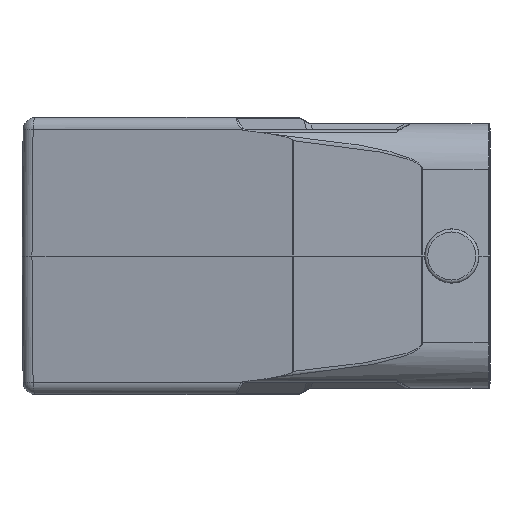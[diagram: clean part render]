
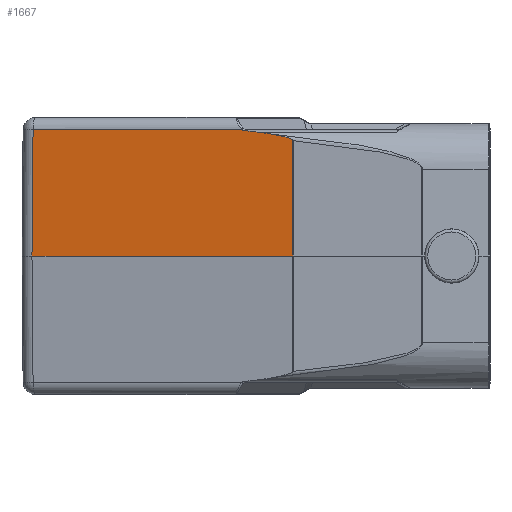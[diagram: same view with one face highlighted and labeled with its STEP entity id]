
A CAD part, left-side view. The second image highlights one B-rep face of the part: STEP entity #1667.
In plain terms, the highlighted planar face has unit normal (-0.982, 0.191, 0.009).
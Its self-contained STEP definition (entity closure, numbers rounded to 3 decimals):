
#330=B_SPLINE_CURVE_WITH_KNOTS('',3,(#17893,#17894,#17895,#17896,#17897,
#17898,#17899,#17900,#17901,#17902),.UNSPECIFIED.,.F.,.F.,(4,3,3,4),(0.,
0.078,0.383,1.),.UNSPECIFIED.);
#1104=FACE_OUTER_BOUND('',#2727,.T.);
#1667=ADVANCED_FACE('',(#1104),#1892,.T.);
#1892=PLANE('',#10448);
#2062=ELLIPSE('',#10429,39.308,7.5);
#2069=ELLIPSE('',#10446,10.482,2.);
#2727=EDGE_LOOP('',(#5724,#5725,#5726,#5727,#5728,#5729,#5730,#5731));
#5724=ORIENTED_EDGE('',*,*,#7898,.F.);
#5725=ORIENTED_EDGE('',*,*,#7895,.T.);
#5726=ORIENTED_EDGE('',*,*,#7891,.F.);
#5727=ORIENTED_EDGE('',*,*,#7860,.T.);
#5728=ORIENTED_EDGE('',*,*,#7851,.T.);
#5729=ORIENTED_EDGE('',*,*,#7848,.T.);
#5730=ORIENTED_EDGE('',*,*,#7964,.T.);
#5731=ORIENTED_EDGE('',*,*,#7983,.T.);
#6557=VERTEX_POINT('',#17903);
#6558=VERTEX_POINT('',#17904);
#6559=VERTEX_POINT('',#17969);
#6565=VERTEX_POINT('',#17987);
#6575=VERTEX_POINT('',#18133);
#6576=VERTEX_POINT('',#18139);
#6579=VERTEX_POINT('',#18147);
#6616=VERTEX_POINT('',#18334);
#7848=EDGE_CURVE('',#6557,#6558,#330,.T.);
#7851=EDGE_CURVE('',#6559,#6557,#8673,.T.);
#7860=EDGE_CURVE('',#6565,#6559,#8678,.T.);
#7891=EDGE_CURVE('',#6565,#6575,#8688,.T.);
#7895=EDGE_CURVE('',#6576,#6575,#8689,.T.);
#7898=EDGE_CURVE('',#6576,#6579,#8691,.T.);
#7964=EDGE_CURVE('',#6558,#6616,#2062,.T.);
#7983=EDGE_CURVE('',#6616,#6579,#2069,.T.);
#8673=LINE('',#17968,#9413);
#8678=LINE('',#17986,#9418);
#8688=LINE('',#18132,#9428);
#8689=LINE('',#18140,#9429);
#8691=LINE('',#18146,#9431);
#9413=VECTOR('',#12803,1.);
#9418=VECTOR('',#12822,1.);
#9428=VECTOR('',#12894,1.);
#9429=VECTOR('',#12905,1.);
#9431=VECTOR('',#12911,1.);
#10429=AXIS2_PLACEMENT_3D('',#18335,#13066,#13067);
#10446=AXIS2_PLACEMENT_3D('',#18398,#13109,#13110);
#10448=AXIS2_PLACEMENT_3D('',#18400,#13113,#13114);
#12803=DIRECTION('',(0.009,-0.001,1.));
#12822=DIRECTION('',(-0.191,-0.982,0.));
#12894=DIRECTION('',(0.007,-0.009,1.));
#12905=DIRECTION('',(0.191,0.982,0.));
#12911=DIRECTION('',(-0.13,-0.634,-0.763));
#13066=DIRECTION('',(-0.982,0.191,0.009));
#13067=DIRECTION('',(0.191,0.982,-0.002));
#13109=DIRECTION('',(-0.982,0.191,0.009));
#13110=DIRECTION('',(0.191,0.982,-0.002));
#13113=DIRECTION('',(-0.982,0.191,0.009));
#13114=DIRECTION('',(-0.191,-0.982,0.));
#17893=CARTESIAN_POINT('',(-44.58,0.024,18.83));
#17894=CARTESIAN_POINT('',(-44.566,0.091,18.904));
#17895=CARTESIAN_POINT('',(-44.548,0.182,18.952));
#17896=CARTESIAN_POINT('',(-44.53,0.271,18.996));
#17897=CARTESIAN_POINT('',(-44.461,0.618,19.168));
#17898=CARTESIAN_POINT('',(-44.387,0.998,19.267));
#17899=CARTESIAN_POINT('',(-44.313,1.373,19.362));
#17900=CARTESIAN_POINT('',(-44.164,2.132,19.555));
#17901=CARTESIAN_POINT('',(-44.012,2.904,19.694));
#17902=CARTESIAN_POINT('',(-43.861,3.676,19.818));
#17903=CARTESIAN_POINT('',(-44.58,0.024,18.83));
#17904=CARTESIAN_POINT('',(-43.861,3.676,19.818));
#17968=CARTESIAN_POINT('',(-44.743,0.048,-0.003));
#17969=CARTESIAN_POINT('',(-44.743,0.048,0.));
#17986=CARTESIAN_POINT('',(-36.514,42.382,0.));
#17987=CARTESIAN_POINT('',(-36.514,42.382,0.));
#18132=CARTESIAN_POINT('',(-36.511,42.379,0.362));
#18133=CARTESIAN_POINT('',(-36.366,42.203,20.517));
#18139=CARTESIAN_POINT('',(-42.957,8.295,20.517));
#18140=CARTESIAN_POINT('',(-42.957,8.295,20.517));
#18146=CARTESIAN_POINT('',(-43.2,7.109,19.091));
#18147=CARTESIAN_POINT('',(-42.981,8.178,20.377));
#18334=CARTESIAN_POINT('',(-43.44,5.83,20.136));
#18335=CARTESIAN_POINT('',(-39.128,28.295,14.));
#18398=CARTESIAN_POINT('',(-42.29,11.82,18.5));
#18400=CARTESIAN_POINT('',(-46.119,-7.035,0.));
